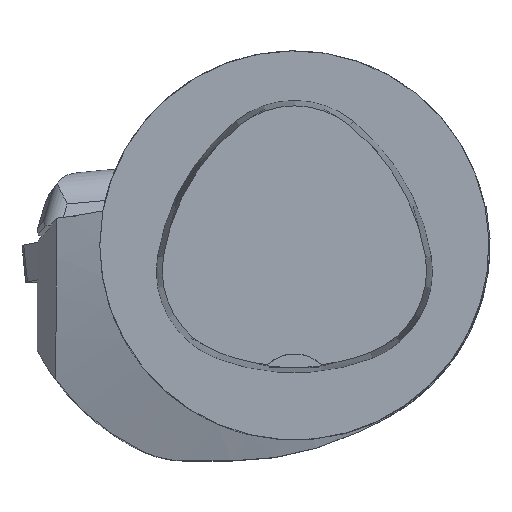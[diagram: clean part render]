
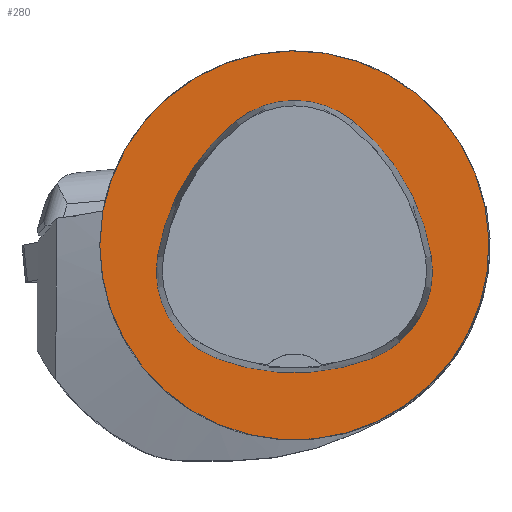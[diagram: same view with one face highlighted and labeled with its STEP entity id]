
A CAD part, top view. The second image highlights one B-rep face of the part: STEP entity #280.
In plain terms, the highlighted planar face has unit normal (0, 0, 1).
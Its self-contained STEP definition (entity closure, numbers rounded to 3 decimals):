
#280=ADVANCED_FACE('',(#692,#693),#356,.T.);
#356=PLANE('',#1902);
#692=FACE_BOUND('',#737,.T.);
#693=FACE_BOUND('',#738,.T.);
#737=EDGE_LOOP('',(#1002,#1003,#1004,#1005,#1006,#1007));
#738=EDGE_LOOP('',(#1008));
#1002=ORIENTED_EDGE('',*,*,#1577,.T.);
#1003=ORIENTED_EDGE('',*,*,#1557,.T.);
#1004=ORIENTED_EDGE('',*,*,#1561,.T.);
#1005=ORIENTED_EDGE('',*,*,#1564,.T.);
#1006=ORIENTED_EDGE('',*,*,#1567,.T.);
#1007=ORIENTED_EDGE('',*,*,#1575,.T.);
#1008=ORIENTED_EDGE('',*,*,#1540,.F.);
#1360=VERTEX_POINT('',#2785);
#1375=VERTEX_POINT('',#2842);
#1376=VERTEX_POINT('',#2843);
#1379=VERTEX_POINT('',#2851);
#1381=VERTEX_POINT('',#2857);
#1383=VERTEX_POINT('',#2863);
#1390=VERTEX_POINT('',#2884);
#1540=EDGE_CURVE('',#1360,#1360,#1700,.T.);
#1557=EDGE_CURVE('',#1375,#1376,#1702,.T.);
#1561=EDGE_CURVE('',#1376,#1379,#1704,.T.);
#1564=EDGE_CURVE('',#1379,#1381,#1706,.T.);
#1567=EDGE_CURVE('',#1381,#1383,#1708,.T.);
#1575=EDGE_CURVE('',#1383,#1390,#1712,.T.);
#1577=EDGE_CURVE('',#1390,#1375,#1714,.T.);
#1700=CIRCLE('',#1872,25.);
#1702=CIRCLE('',#1880,28.);
#1704=CIRCLE('',#1883,12.);
#1706=CIRCLE('',#1886,28.);
#1708=CIRCLE('',#1889,12.);
#1712=CIRCLE('',#1894,28.);
#1714=CIRCLE('',#1897,12.);
#1872=AXIS2_PLACEMENT_3D('',#2784,#2172,#2173);
#1880=AXIS2_PLACEMENT_3D('',#2841,#2192,#2193);
#1883=AXIS2_PLACEMENT_3D('',#2850,#2200,#2201);
#1886=AXIS2_PLACEMENT_3D('',#2856,#2207,#2208);
#1889=AXIS2_PLACEMENT_3D('',#2862,#2214,#2215);
#1894=AXIS2_PLACEMENT_3D('',#2885,#2226,#2227);
#1897=AXIS2_PLACEMENT_3D('',#2888,#2232,#2233);
#1902=AXIS2_PLACEMENT_3D('',#2893,#2242,#2243);
#2172=DIRECTION('',(0.,0.,-1.));
#2173=DIRECTION('',(-1.,0.,0.));
#2192=DIRECTION('',(0.,0.,-1.));
#2193=DIRECTION('',(-1.,0.,0.));
#2200=DIRECTION('',(0.,0.,-1.));
#2201=DIRECTION('',(-1.,0.,0.));
#2207=DIRECTION('',(0.,0.,-1.));
#2208=DIRECTION('',(-1.,0.,0.));
#2214=DIRECTION('',(0.,0.,-1.));
#2215=DIRECTION('',(-1.,0.,0.));
#2226=DIRECTION('',(0.,0.,-1.));
#2227=DIRECTION('',(-1.,0.,0.));
#2232=DIRECTION('',(0.,0.,-1.));
#2233=DIRECTION('',(-1.,0.,0.));
#2242=DIRECTION('',(0.,0.,1.));
#2243=DIRECTION('',(1.,0.,0.));
#2784=CARTESIAN_POINT('',(0.,0.,0.));
#2785=CARTESIAN_POINT('',(-25.,0.,0.));
#2841=CARTESIAN_POINT('',(10.068,-5.824,0.));
#2842=CARTESIAN_POINT('',(-17.584,-1.424,0.));
#2843=CARTESIAN_POINT('',(-7.531,15.953,0.));
#2850=CARTESIAN_POINT('',(0.011,6.62,0.));
#2851=CARTESIAN_POINT('',(7.567,15.942,0.));
#2856=CARTESIAN_POINT('',(-10.063,-5.81,0.));
#2857=CARTESIAN_POINT('',(17.59,-1.418,0.));
#2862=CARTESIAN_POINT('',(5.739,-3.3,0.));
#2863=CARTESIAN_POINT('',(10.05,-14.499,0.));
#2884=CARTESIAN_POINT('',(-10.025,-14.516,0.));
#2885=CARTESIAN_POINT('',(-0.01,11.631,0.));
#2888=CARTESIAN_POINT('',(-5.733,-3.31,0.));
#2893=CARTESIAN_POINT('',(0.,0.,0.));
